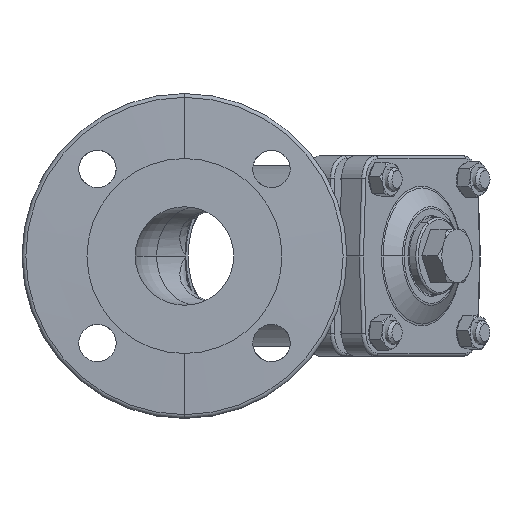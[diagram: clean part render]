
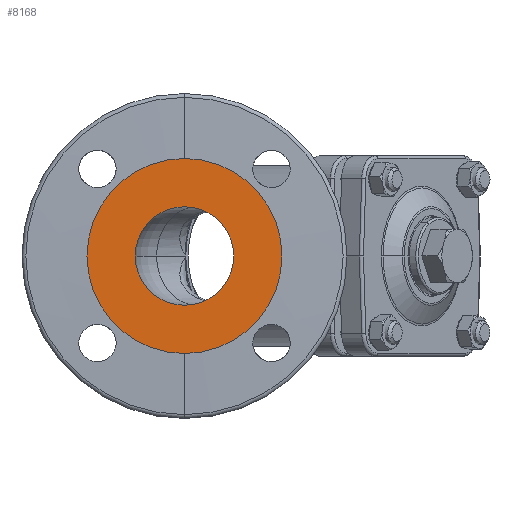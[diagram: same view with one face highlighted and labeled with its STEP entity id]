
A CAD part, left-side view. The second image highlights one B-rep face of the part: STEP entity #8168.
In plain terms, the highlighted planar face has unit normal (-1, 0, 0).
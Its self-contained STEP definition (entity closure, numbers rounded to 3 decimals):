
#8168 = ADVANCED_FACE ( 'NONE', ( #40620, #40623 ), #35538, .T. ) ;
#15691 = CIRCLE ( 'NONE', #22089, 49.5 ) ;
#15699 = CIRCLE ( 'NONE', #22092, 25. ) ;
#18535 = VERTEX_POINT ( 'NONE', #21694 ) ;
#18536 = VERTEX_POINT ( 'NONE', #21695 ) ;
#18610 = EDGE_CURVE ( 'NONE', #18536, #18535, #15691, .T. ) ;
#18613 = EDGE_CURVE ( 'NONE', #35284, #35296, #15699, .T. ) ;
#18812 = EDGE_CURVE ( 'NONE', #35296, #35284, #23178, .T. ) ;
#18949 = EDGE_CURVE ( 'NONE', #18535, #18536, #23246, .T. ) ;
#21694 = CARTESIAN_POINT ( 'NONE',  ( -230., 0., -49.5 ) ) ;
#21695 = CARTESIAN_POINT ( 'NONE',  ( -230., 0., 49.5 ) ) ;
#22089 = AXIS2_PLACEMENT_3D ( 'NONE', #22363, #22364, #22365 ) ;
#22092 = AXIS2_PLACEMENT_3D ( 'NONE', #22376, #22377, #22378 ) ;
#22122 = AXIS2_PLACEMENT_3D ( 'NONE', #24586, #24590, #24591 ) ;
#22161 = AXIS2_PLACEMENT_3D ( 'NONE', #25242, #25244, #25245 ) ;
#22363 = CARTESIAN_POINT ( 'NONE',  ( -230., 0., 0. ) ) ;
#22364 = DIRECTION ( 'NONE',  ( 1., 0., 0. ) ) ;
#22365 = DIRECTION ( 'NONE',  ( 0., 0., -1. ) ) ;
#22376 = CARTESIAN_POINT ( 'NONE',  ( -230., 0., 0. ) ) ;
#22377 = DIRECTION ( 'NONE',  ( 1., 0., 0. ) ) ;
#22378 = DIRECTION ( 'NONE',  ( 0., 0., -1. ) ) ;
#23178 = CIRCLE ( 'NONE', #22122, 25. ) ;
#23246 = CIRCLE ( 'NONE', #22161, 49.5 ) ;
#24586 = CARTESIAN_POINT ( 'NONE',  ( -230., 0., 0. ) ) ;
#24590 = DIRECTION ( 'NONE',  ( 1., 0., 0. ) ) ;
#24591 = DIRECTION ( 'NONE',  ( 0., 0., -1. ) ) ;
#25242 = CARTESIAN_POINT ( 'NONE',  ( -230., 0., 0. ) ) ;
#25244 = DIRECTION ( 'NONE',  ( 1., 0., 0. ) ) ;
#25245 = DIRECTION ( 'NONE',  ( 0., 0., -1. ) ) ;
#27532 = CARTESIAN_POINT ( 'NONE',  ( -230., 25., 0. ) ) ;
#27544 = CARTESIAN_POINT ( 'NONE',  ( -230., -25., 0. ) ) ;
#34220 = AXIS2_PLACEMENT_3D ( 'NONE', #35541, #35547, #35548 ) ;
#35284 = VERTEX_POINT ( 'NONE', #27532 ) ;
#35296 = VERTEX_POINT ( 'NONE', #27544 ) ;
#35538 = PLANE ( 'NONE',  #34220 ) ;
#35541 = CARTESIAN_POINT ( 'NONE',  ( -230., 0., 0. ) ) ;
#35547 = DIRECTION ( 'NONE',  ( -1., 0., 0. ) ) ;
#35548 = DIRECTION ( 'NONE',  ( 0., 0., 1. ) ) ;
#40620 = FACE_OUTER_BOUND ( 'NONE', #44996, .T. ) ;
#40623 = FACE_BOUND ( 'NONE', #44966, .T. ) ;
#42875 = ORIENTED_EDGE ( 'NONE', *, *, #18949, .F. ) ;
#42877 = ORIENTED_EDGE ( 'NONE', *, *, #18610, .F. ) ;
#42879 = ORIENTED_EDGE ( 'NONE', *, *, #18812, .T. ) ;
#42882 = ORIENTED_EDGE ( 'NONE', *, *, #18613, .T. ) ;
#44966 = EDGE_LOOP ( 'NONE', ( #42879, #42882 ) ) ;
#44996 = EDGE_LOOP ( 'NONE', ( #42875, #42877 ) ) ;
